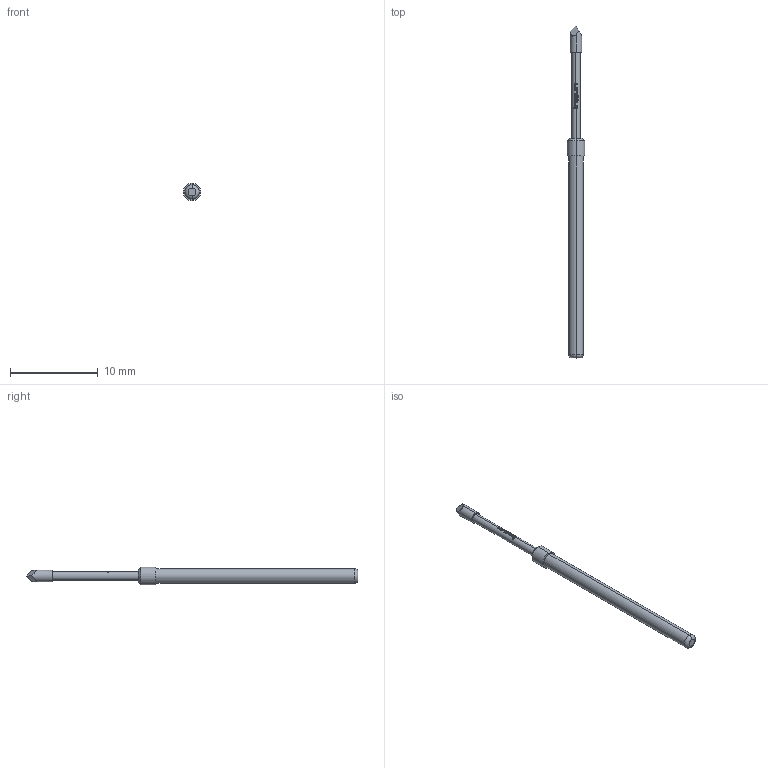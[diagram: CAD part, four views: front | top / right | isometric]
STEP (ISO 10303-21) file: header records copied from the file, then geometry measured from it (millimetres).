
FILE_DESCRIPTION (( 'STEP AP203' ), '1' );
FILE_NAME ('INGUN_GKS-412_307_130_R_xx02.STEP', '2020-09-14T13:30:19', ( '' ), ( '' ), 'SwSTEP 2.0', 'SolidWorks 2018', '' );
FILE_SCHEMA (( 'CONFIG_CONTROL_DESIGN' ));
Length unit declared in the file: millimetre
Products named in the file (1): INGUN_GKS-412_307_130_R_xx02
Bounding box: 2 x 37.8 x 2 mm (x, y, z)
Volume: 66 mm3; surface area: 179.9 mm2
Topology: 1 solids, 1 shells, 94 faces, 257 edges, 170 vertices
Faces by surface type: bspline 48, plane 22, cylinder 18, cone 4, torus 2
Entity records: 4056 total; most frequent: CARTESIAN_POINT 2135, ORIENTED_EDGE 514, EDGE_CURVE 257, B_SPLINE_CURVE_WITH_KNOTS 204, VERTEX_POINT 170, DIRECTION 166, EDGE_LOOP 99, ADVANCED_FACE 94
